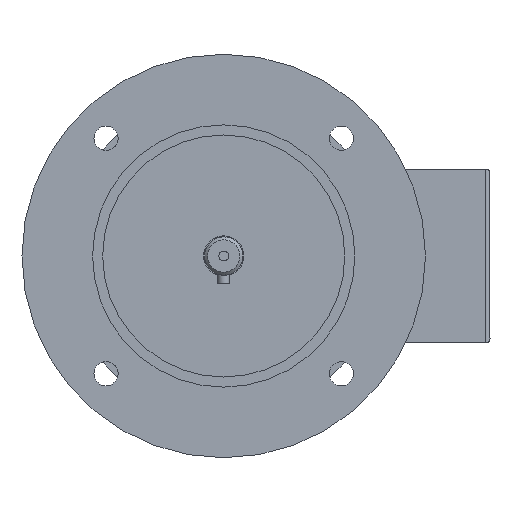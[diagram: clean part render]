
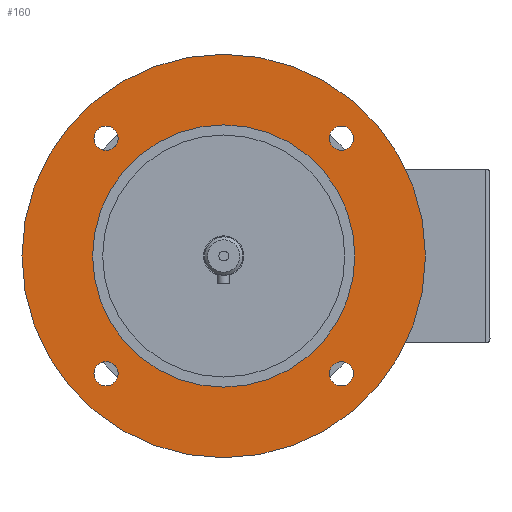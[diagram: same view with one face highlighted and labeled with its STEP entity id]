
A CAD part, left-side view. The second image highlights one B-rep face of the part: STEP entity #160.
In plain terms, the highlighted planar face has unit normal (-1, 0, 0).
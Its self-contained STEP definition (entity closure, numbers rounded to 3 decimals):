
#160 = ADVANCED_FACE( '', ( #357, #358, #359, #360, #361, #362 ), #363, .T. );
#357 = FACE_BOUND( '', #611, .T. );
#358 = FACE_BOUND( '', #612, .T. );
#359 = FACE_BOUND( '', #613, .T. );
#360 = FACE_BOUND( '', #614, .T. );
#361 = FACE_BOUND( '', #615, .T. );
#362 = FACE_OUTER_BOUND( '', #616, .T. );
#363 = PLANE( '', #617 );
#611 = EDGE_LOOP( '', ( #909 ) );
#612 = EDGE_LOOP( '', ( #910 ) );
#613 = EDGE_LOOP( '', ( #911 ) );
#614 = EDGE_LOOP( '', ( #912 ) );
#615 = EDGE_LOOP( '', ( #913 ) );
#616 = EDGE_LOOP( '', ( #914 ) );
#617 = AXIS2_PLACEMENT_3D( '', #915, #916, #917 );
#909 = ORIENTED_EDGE( '', *, *, #1047, .F. );
#910 = ORIENTED_EDGE( '', *, *, #1058, .T. );
#911 = ORIENTED_EDGE( '', *, *, #1063, .T. );
#912 = ORIENTED_EDGE( '', *, *, #1108, .T. );
#913 = ORIENTED_EDGE( '', *, *, #1109, .T. );
#914 = ORIENTED_EDGE( '', *, *, #1110, .T. );
#915 = CARTESIAN_POINT( '', ( 0., -101.2, -101.2 ) );
#916 = DIRECTION( '', ( -1., 0., 0. ) );
#917 = DIRECTION( '', ( 0., 0., 1. ) );
#1047 = EDGE_CURVE( '', #1171, #1171, #1172, .T. );
#1058 = EDGE_CURVE( '', #1188, #1188, #1189, .F. );
#1063 = EDGE_CURVE( '', #1196, #1196, #1197, .F. );
#1108 = EDGE_CURVE( '', #1260, #1260, #1261, .F. );
#1109 = EDGE_CURVE( '', #1262, #1262, #1263, .F. );
#1110 = EDGE_CURVE( '', #1264, #1264, #1265, .T. );
#1171 = VERTEX_POINT( '', #1399 );
#1172 = CIRCLE( '', #1400, 65. );
#1188 = VERTEX_POINT( '', #1421 );
#1189 = CIRCLE( '', #1422, 6. );
#1196 = VERTEX_POINT( '', #1429 );
#1197 = CIRCLE( '', #1430, 6. );
#1260 = VERTEX_POINT( '', #1501 );
#1261 = CIRCLE( '', #1502, 6. );
#1262 = VERTEX_POINT( '', #1503 );
#1263 = CIRCLE( '', #1504, 6. );
#1264 = VERTEX_POINT( '', #1505 );
#1265 = CIRCLE( '', #1506, 100. );
#1399 = CARTESIAN_POINT( '', ( 0., -65., 0. ) );
#1400 = AXIS2_PLACEMENT_3D( '', #1565, #1566, #1567 );
#1421 = CARTESIAN_POINT( '', ( 0., -64.336, -58.336 ) );
#1422 = AXIS2_PLACEMENT_3D( '', #1579, #1580, #1581 );
#1429 = CARTESIAN_POINT( '', ( 0., -58.336, 64.336 ) );
#1430 = AXIS2_PLACEMENT_3D( '', #1588, #1589, #1590 );
#1501 = CARTESIAN_POINT( '', ( 0., 52.336, 58.336 ) );
#1502 = AXIS2_PLACEMENT_3D( '', #1653, #1654, #1655 );
#1503 = CARTESIAN_POINT( '', ( 0., 58.336, -52.336 ) );
#1504 = AXIS2_PLACEMENT_3D( '', #1656, #1657, #1658 );
#1505 = CARTESIAN_POINT( '', ( 0., -100., 0. ) );
#1506 = AXIS2_PLACEMENT_3D( '', #1659, #1660, #1661 );
#1565 = CARTESIAN_POINT( '', ( 0., 0., 0. ) );
#1566 = DIRECTION( '', ( -1., 0., 0. ) );
#1567 = DIRECTION( '', ( 0., -1., 0. ) );
#1579 = CARTESIAN_POINT( '', ( 0., -58.336, -58.336 ) );
#1580 = DIRECTION( '', ( -1., 0., 0. ) );
#1581 = DIRECTION( '', ( 0., -1., 0. ) );
#1588 = CARTESIAN_POINT( '', ( 0., -58.336, 58.336 ) );
#1589 = DIRECTION( '', ( -1., 0., 0. ) );
#1590 = DIRECTION( '', ( 0., 0., 1. ) );
#1653 = CARTESIAN_POINT( '', ( 0., 58.336, 58.336 ) );
#1654 = DIRECTION( '', ( -1., 0., 0. ) );
#1655 = DIRECTION( '', ( 0., -1., 0. ) );
#1656 = CARTESIAN_POINT( '', ( 0., 58.336, -58.336 ) );
#1657 = DIRECTION( '', ( -1., 0., 0. ) );
#1658 = DIRECTION( '', ( 0., 0., 1. ) );
#1659 = CARTESIAN_POINT( '', ( 0., 0., 0. ) );
#1660 = DIRECTION( '', ( -1., 0., 0. ) );
#1661 = DIRECTION( '', ( 0., -1., 0. ) );
